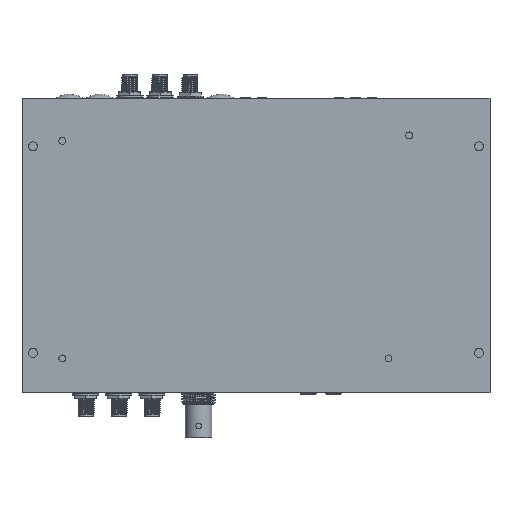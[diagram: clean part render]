
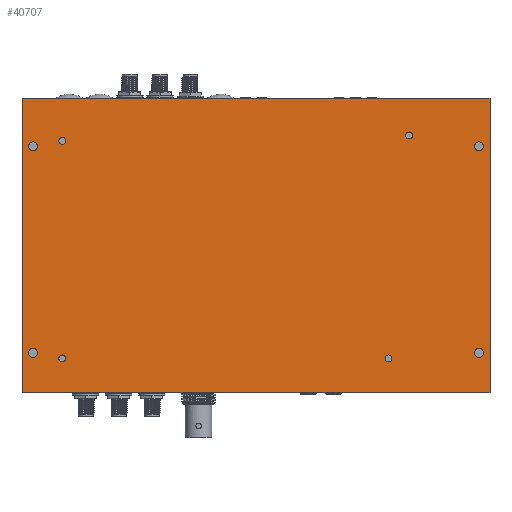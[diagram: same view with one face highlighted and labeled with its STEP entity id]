
A CAD part, front view. The second image highlights one B-rep face of the part: STEP entity #40707.
In plain terms, the highlighted planar face has unit normal (0, -1, 0).
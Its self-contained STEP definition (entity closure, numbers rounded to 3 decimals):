
#71 = VERTEX_POINT ( 'NONE', #84094 ) ;
#164 = CIRCLE ( 'NONE', #17791, 1.25 ) ;
#289 = FACE_BOUND ( 'NONE', #84779, .T. ) ;
#328 = DIRECTION ( 'NONE',  ( 0., 0., 1. ) ) ;
#1083 = AXIS2_PLACEMENT_3D ( 'NONE', #78886, #49976, #70921 ) ;
#1377 = CARTESIAN_POINT ( 'NONE',  ( -85., 0., -53.5 ) ) ;
#1719 = EDGE_CURVE ( 'NONE', #69822, #67672, #81892, .T. ) ;
#2159 = DIRECTION ( 'NONE',  ( 0., 1., 0. ) ) ;
#2309 = EDGE_CURVE ( 'NONE', #95024, #95024, #32229, .T. ) ;
#3391 = EDGE_LOOP ( 'NONE', ( #96665 ) ) ;
#6324 = FACE_OUTER_BOUND ( 'NONE', #51252, .T. ) ;
#6789 = VERTEX_POINT ( 'NONE', #82990 ) ;
#7827 = CARTESIAN_POINT ( 'NONE',  ( -70.35, 0., -41.01 ) ) ;
#8905 = CARTESIAN_POINT ( 'NONE',  ( -85., 0., 53.5 ) ) ;
#9153 = CARTESIAN_POINT ( 'NONE',  ( 81., 0., 36. ) ) ;
#9832 = CIRCLE ( 'NONE', #81340, 1.65 ) ;
#10366 = CARTESIAN_POINT ( 'NONE',  ( -81., 0., -40.65 ) ) ;
#10857 = VERTEX_POINT ( 'NONE', #10366 ) ;
#11183 = EDGE_CURVE ( 'NONE', #10857, #10857, #34468, .T. ) ;
#11310 = CARTESIAN_POINT ( 'NONE',  ( 81., 0., -39. ) ) ;
#11698 = VERTEX_POINT ( 'NONE', #51501 ) ;
#12790 = CARTESIAN_POINT ( 'NONE',  ( 48.15, 0., -39.76 ) ) ;
#13284 = VERTEX_POINT ( 'NONE', #12790 ) ;
#14033 = EDGE_CURVE ( 'NONE', #25793, #25793, #88612, .T. ) ;
#14158 = AXIS2_PLACEMENT_3D ( 'NONE', #85791, #53913, #85294 ) ;
#14781 = FACE_BOUND ( 'NONE', #41669, .T. ) ;
#14864 = EDGE_LOOP ( 'NONE', ( #89581 ) ) ;
#17791 = AXIS2_PLACEMENT_3D ( 'NONE', #78852, #2159, #40053 ) ;
#18810 = ORIENTED_EDGE ( 'NONE', *, *, #1719, .F. ) ;
#22553 = EDGE_CURVE ( 'NONE', #13284, #13284, #164, .T. ) ;
#24184 = CARTESIAN_POINT ( 'NONE',  ( 81., 0., -40.65 ) ) ;
#25793 = VERTEX_POINT ( 'NONE', #49178 ) ;
#26374 = AXIS2_PLACEMENT_3D ( 'NONE', #84573, #98572, #39742 ) ;
#28667 = EDGE_LOOP ( 'NONE', ( #59775 ) ) ;
#29522 = EDGE_CURVE ( 'NONE', #67672, #71, #94070, .T. ) ;
#30716 = FACE_BOUND ( 'NONE', #58061, .T. ) ;
#31793 = DIRECTION ( 'NONE',  ( 0., 0., 1. ) ) ;
#32071 = VECTOR ( 'NONE', #90628, 1000. ) ;
#32229 = CIRCLE ( 'NONE', #83113, 1.65 ) ;
#33260 = DIRECTION ( 'NONE',  ( 0., 0., -1. ) ) ;
#34468 = CIRCLE ( 'NONE', #1083, 1.65 ) ;
#34838 = EDGE_CURVE ( 'NONE', #58081, #58081, #86873, .T. ) ;
#35967 = LINE ( 'NONE', #82282, #87758 ) ;
#36564 = DIRECTION ( 'NONE',  ( -1., 0., 0. ) ) ;
#36718 = DIRECTION ( 'NONE',  ( 0., 1., 0. ) ) ;
#39127 = ORIENTED_EDGE ( 'NONE', *, *, #77104, .F. ) ;
#39135 = VERTEX_POINT ( 'NONE', #24184 ) ;
#39742 = DIRECTION ( 'NONE',  ( 0., 0., 1. ) ) ;
#40053 = DIRECTION ( 'NONE',  ( 0., 0., 1. ) ) ;
#40242 = CARTESIAN_POINT ( 'NONE',  ( -85., 0., -53.5 ) ) ;
#40707 = ADVANCED_FACE ( 'NONE', ( #83014, #289, #97988, #14781, #59100, #68048, #30716, #75013, #6324 ), #43691, .F. ) ;
#41669 = EDGE_LOOP ( 'NONE', ( #78573 ) ) ;
#43691 = PLANE ( 'NONE',  #87003 ) ;
#44864 = ORIENTED_EDGE ( 'NONE', *, *, #11183, .F. ) ;
#45968 = EDGE_LOOP ( 'NONE', ( #44864 ) ) ;
#47491 = DIRECTION ( 'NONE',  ( 0., 0., -1. ) ) ;
#47944 = EDGE_CURVE ( 'NONE', #6789, #6789, #63420, .T. ) ;
#48687 = CARTESIAN_POINT ( 'NONE',  ( 81., 0., 34.35 ) ) ;
#49178 = CARTESIAN_POINT ( 'NONE',  ( -70.35, 0., -39.76 ) ) ;
#49976 = DIRECTION ( 'NONE',  ( 0., -1., 0. ) ) ;
#51252 = EDGE_LOOP ( 'NONE', ( #83933, #18810, #39127, #82669 ) ) ;
#51501 = CARTESIAN_POINT ( 'NONE',  ( 55.65, 0., 41.24 ) ) ;
#53798 = EDGE_CURVE ( 'NONE', #39135, #39135, #9832, .T. ) ;
#53913 = DIRECTION ( 'NONE',  ( 0., 1., 0. ) ) ;
#56416 = EDGE_LOOP ( 'NONE', ( #81019 ) ) ;
#56579 = EDGE_CURVE ( 'NONE', #71, #91827, #61669, .T. ) ;
#58061 = EDGE_LOOP ( 'NONE', ( #94500 ) ) ;
#58081 = VERTEX_POINT ( 'NONE', #69479 ) ;
#59100 = FACE_BOUND ( 'NONE', #28667, .T. ) ;
#59775 = ORIENTED_EDGE ( 'NONE', *, *, #34838, .T. ) ;
#60208 = AXIS2_PLACEMENT_3D ( 'NONE', #74891, #81428, #65959 ) ;
#61669 = LINE ( 'NONE', #8905, #32071 ) ;
#63420 = CIRCLE ( 'NONE', #60208, 1.65 ) ;
#65959 = DIRECTION ( 'NONE',  ( 0., 0., -1. ) ) ;
#67672 = VERTEX_POINT ( 'NONE', #40242 ) ;
#68048 = FACE_BOUND ( 'NONE', #56416, .T. ) ;
#68565 = DIRECTION ( 'NONE',  ( 0., 1., 0. ) ) ;
#69479 = CARTESIAN_POINT ( 'NONE',  ( -70.35, 0., 39.24 ) ) ;
#69822 = VERTEX_POINT ( 'NONE', #92600 ) ;
#70921 = DIRECTION ( 'NONE',  ( 0., 0., -1. ) ) ;
#71390 = ORIENTED_EDGE ( 'NONE', *, *, #53798, .F. ) ;
#74032 = DIRECTION ( 'NONE',  ( 0., 0., 1. ) ) ;
#74891 = CARTESIAN_POINT ( 'NONE',  ( -81., 0., 36. ) ) ;
#75013 = FACE_BOUND ( 'NONE', #14864, .T. ) ;
#75236 = VECTOR ( 'NONE', #31793, 1000. ) ;
#75333 = VECTOR ( 'NONE', #36564, 1000. ) ;
#76194 = CIRCLE ( 'NONE', #14158, 1.25 ) ;
#77104 = EDGE_CURVE ( 'NONE', #91827, #69822, #35967, .T. ) ;
#78573 = ORIENTED_EDGE ( 'NONE', *, *, #2309, .F. ) ;
#78852 = CARTESIAN_POINT ( 'NONE',  ( 48.15, 0., -41.01 ) ) ;
#78886 = CARTESIAN_POINT ( 'NONE',  ( -81., 0., -39. ) ) ;
#81019 = ORIENTED_EDGE ( 'NONE', *, *, #22553, .T. ) ;
#81340 = AXIS2_PLACEMENT_3D ( 'NONE', #11310, #94529, #33260 ) ;
#81428 = DIRECTION ( 'NONE',  ( 0., -1., 0. ) ) ;
#81892 = LINE ( 'NONE', #95889, #75333 ) ;
#82282 = CARTESIAN_POINT ( 'NONE',  ( 85., 0., -53.5 ) ) ;
#82669 = ORIENTED_EDGE ( 'NONE', *, *, #56579, .F. ) ;
#82990 = CARTESIAN_POINT ( 'NONE',  ( -81., 0., 34.35 ) ) ;
#83014 = FACE_BOUND ( 'NONE', #3391, .T. ) ;
#83113 = AXIS2_PLACEMENT_3D ( 'NONE', #9153, #86354, #47491 ) ;
#83504 = CARTESIAN_POINT ( 'NONE',  ( 0., 0., 0. ) ) ;
#83816 = AXIS2_PLACEMENT_3D ( 'NONE', #7827, #68565, #328 ) ;
#83933 = ORIENTED_EDGE ( 'NONE', *, *, #29522, .F. ) ;
#84094 = CARTESIAN_POINT ( 'NONE',  ( -85., 0., 53.5 ) ) ;
#84573 = CARTESIAN_POINT ( 'NONE',  ( -70.35, 0., 37.99 ) ) ;
#84779 = EDGE_LOOP ( 'NONE', ( #71390 ) ) ;
#85294 = DIRECTION ( 'NONE',  ( 0., 0., 1. ) ) ;
#85791 = CARTESIAN_POINT ( 'NONE',  ( 55.65, 0., 39.99 ) ) ;
#86354 = DIRECTION ( 'NONE',  ( 0., -1., 0. ) ) ;
#86873 = CIRCLE ( 'NONE', #26374, 1.25 ) ;
#87003 = AXIS2_PLACEMENT_3D ( 'NONE', #83504, #36718, #74032 ) ;
#87758 = VECTOR ( 'NONE', #88785, 1000. ) ;
#88612 = CIRCLE ( 'NONE', #83816, 1.25 ) ;
#88785 = DIRECTION ( 'NONE',  ( 0., 0., -1. ) ) ;
#89581 = ORIENTED_EDGE ( 'NONE', *, *, #14033, .T. ) ;
#89693 = EDGE_CURVE ( 'NONE', #11698, #11698, #76194, .T. ) ;
#90628 = DIRECTION ( 'NONE',  ( 1., 0., 0. ) ) ;
#91827 = VERTEX_POINT ( 'NONE', #95398 ) ;
#92600 = CARTESIAN_POINT ( 'NONE',  ( 85., 0., -53.5 ) ) ;
#94070 = LINE ( 'NONE', #1377, #75236 ) ;
#94500 = ORIENTED_EDGE ( 'NONE', *, *, #89693, .T. ) ;
#94529 = DIRECTION ( 'NONE',  ( 0., -1., 0. ) ) ;
#95024 = VERTEX_POINT ( 'NONE', #48687 ) ;
#95398 = CARTESIAN_POINT ( 'NONE',  ( 85., 0., 53.5 ) ) ;
#95889 = CARTESIAN_POINT ( 'NONE',  ( -85., 0., -53.5 ) ) ;
#96665 = ORIENTED_EDGE ( 'NONE', *, *, #47944, .F. ) ;
#97988 = FACE_BOUND ( 'NONE', #45968, .T. ) ;
#98572 = DIRECTION ( 'NONE',  ( 0., 1., 0. ) ) ;
